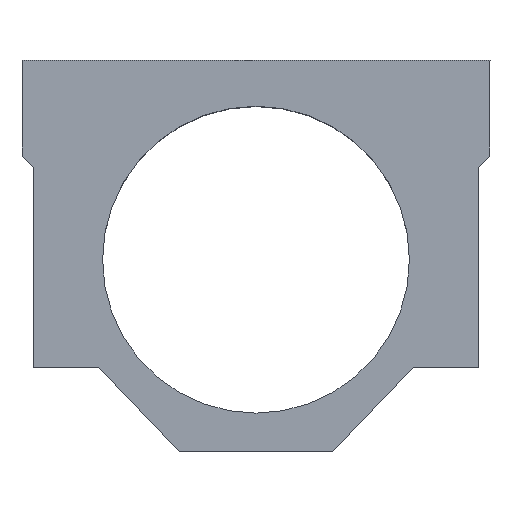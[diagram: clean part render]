
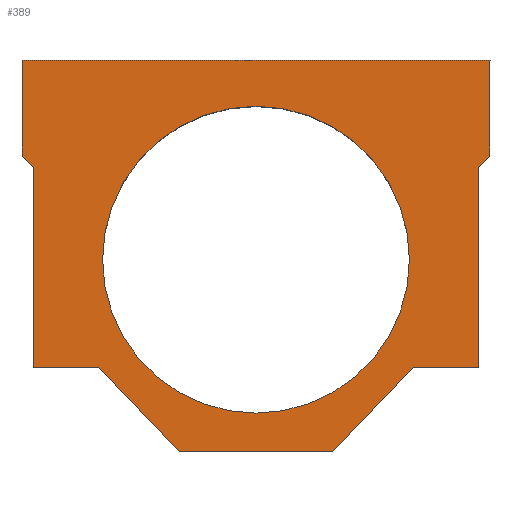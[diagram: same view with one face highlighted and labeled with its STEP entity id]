
A CAD part, top view. The second image highlights one B-rep face of the part: STEP entity #389.
In plain terms, the highlighted planar face has unit normal (0, 0, 1).
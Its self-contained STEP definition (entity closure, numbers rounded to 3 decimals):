
#24=FACE_BOUND('',#86,.T.);
#38=PLANE('',#432);
#57=FACE_OUTER_BOUND('',#85,.T.);
#85=EDGE_LOOP('',(#353,#354,#355,#356,#357,#358,#359,#360,#361,#362,#363,
#364));
#86=EDGE_LOOP('',(#365));
#105=LINE('',#594,#146);
#107=LINE('',#598,#148);
#109=LINE('',#602,#150);
#111=LINE('',#606,#152);
#113=LINE('',#610,#154);
#115=LINE('',#614,#156);
#117=LINE('',#618,#158);
#119=LINE('',#622,#160);
#121=LINE('',#626,#162);
#123=LINE('',#630,#164);
#125=LINE('',#634,#166);
#127=LINE('',#637,#168);
#146=VECTOR('',#487,10.);
#148=VECTOR('',#491,10.);
#150=VECTOR('',#495,10.);
#152=VECTOR('',#499,10.);
#154=VECTOR('',#503,10.);
#156=VECTOR('',#507,10.);
#158=VECTOR('',#511,10.);
#160=VECTOR('',#515,10.);
#162=VECTOR('',#519,10.);
#164=VECTOR('',#523,10.);
#166=VECTOR('',#527,10.);
#168=VECTOR('',#531,10.);
#178=CIRCLE('',#419,40.);
#200=VERTEX_POINT('',#587);
#201=VERTEX_POINT('',#591);
#202=VERTEX_POINT('',#593);
#203=VERTEX_POINT('',#597);
#204=VERTEX_POINT('',#601);
#205=VERTEX_POINT('',#605);
#206=VERTEX_POINT('',#609);
#207=VERTEX_POINT('',#613);
#208=VERTEX_POINT('',#617);
#209=VERTEX_POINT('',#621);
#210=VERTEX_POINT('',#625);
#211=VERTEX_POINT('',#629);
#212=VERTEX_POINT('',#633);
#238=EDGE_CURVE('',#200,#200,#178,.T.);
#241=EDGE_CURVE('',#202,#201,#105,.T.);
#243=EDGE_CURVE('',#203,#202,#107,.T.);
#245=EDGE_CURVE('',#204,#203,#109,.T.);
#247=EDGE_CURVE('',#205,#204,#111,.T.);
#249=EDGE_CURVE('',#206,#205,#113,.T.);
#251=EDGE_CURVE('',#207,#206,#115,.T.);
#253=EDGE_CURVE('',#208,#207,#117,.T.);
#255=EDGE_CURVE('',#209,#208,#119,.T.);
#257=EDGE_CURVE('',#210,#209,#121,.T.);
#259=EDGE_CURVE('',#211,#210,#123,.T.);
#261=EDGE_CURVE('',#212,#211,#125,.T.);
#263=EDGE_CURVE('',#201,#212,#127,.T.);
#353=ORIENTED_EDGE('',*,*,#263,.T.);
#354=ORIENTED_EDGE('',*,*,#261,.T.);
#355=ORIENTED_EDGE('',*,*,#259,.T.);
#356=ORIENTED_EDGE('',*,*,#257,.T.);
#357=ORIENTED_EDGE('',*,*,#255,.T.);
#358=ORIENTED_EDGE('',*,*,#253,.T.);
#359=ORIENTED_EDGE('',*,*,#251,.T.);
#360=ORIENTED_EDGE('',*,*,#249,.T.);
#361=ORIENTED_EDGE('',*,*,#247,.T.);
#362=ORIENTED_EDGE('',*,*,#245,.T.);
#363=ORIENTED_EDGE('',*,*,#243,.T.);
#364=ORIENTED_EDGE('',*,*,#241,.T.);
#365=ORIENTED_EDGE('',*,*,#238,.T.);
#389=ADVANCED_FACE('',(#57,#24),#38,.T.);
#419=AXIS2_PLACEMENT_3D('',#588,#481,#482);
#432=AXIS2_PLACEMENT_3D('',#638,#532,#533);
#481=DIRECTION('center_axis',(0.,0.,
-1.));
#482=DIRECTION('ref_axis',(-1.,0.,0.));
#487=DIRECTION('',(0.69,-0.723,0.));
#491=DIRECTION('',(1.,0.,0.));
#495=DIRECTION('',(0.,-1.,0.));
#499=DIRECTION('',(0.707,-0.707,0.));
#503=DIRECTION('',(0.,-1.,0.));
#507=DIRECTION('',(-1.,0.,0.));
#511=DIRECTION('',(0.,1.,0.));
#515=DIRECTION('',(0.707,0.707,0.));
#519=DIRECTION('',(0.,1.,0.));
#523=DIRECTION('',(1.,0.,0.));
#527=DIRECTION('',(0.69,0.723,0.));
#531=DIRECTION('',(1.,0.,0.));
#532=DIRECTION('center_axis',(0.,0.,
1.));
#533=DIRECTION('ref_axis',(-1.,0.,0.));
#587=CARTESIAN_POINT('',(-152.746,-105.2,35.406));
#588=CARTESIAN_POINT('Origin',(-192.746,-105.2,35.406));
#591=CARTESIAN_POINT('',(-212.746,-155.2,35.406));
#593=CARTESIAN_POINT('',(-233.746,-133.2,35.406));
#594=CARTESIAN_POINT('',(-212.746,-155.2,35.406));
#597=CARTESIAN_POINT('',(-250.746,-133.2,35.406));
#598=CARTESIAN_POINT('',(-233.746,-133.2,35.406));
#601=CARTESIAN_POINT('',(-250.746,-81.2,35.406));
#602=CARTESIAN_POINT('',(-250.746,-133.2,35.406));
#605=CARTESIAN_POINT('',(-253.746,-78.2,35.406));
#606=CARTESIAN_POINT('',(-250.746,-81.2,35.406));
#609=CARTESIAN_POINT('',(-253.746,-53.2,35.406));
#610=CARTESIAN_POINT('',(-253.746,-78.2,35.406));
#613=CARTESIAN_POINT('',(-131.746,-53.2,35.406));
#614=CARTESIAN_POINT('',(-131.746,-53.2,35.406));
#617=CARTESIAN_POINT('',(-131.746,-78.2,35.406));
#618=CARTESIAN_POINT('',(-131.746,-78.2,35.406));
#621=CARTESIAN_POINT('',(-134.746,-81.2,35.406));
#622=CARTESIAN_POINT('',(-134.746,-81.2,35.406));
#625=CARTESIAN_POINT('',(-134.746,-133.2,35.406));
#626=CARTESIAN_POINT('',(-134.746,-133.2,35.406));
#629=CARTESIAN_POINT('',(-151.746,-133.2,35.406));
#630=CARTESIAN_POINT('',(-151.746,-133.2,35.406));
#633=CARTESIAN_POINT('',(-172.746,-155.2,35.406));
#634=CARTESIAN_POINT('',(-172.746,-155.2,35.406));
#637=CARTESIAN_POINT('',(-192.746,-155.2,35.406));
#638=CARTESIAN_POINT('Origin',(-192.746,-104.2,35.406));
